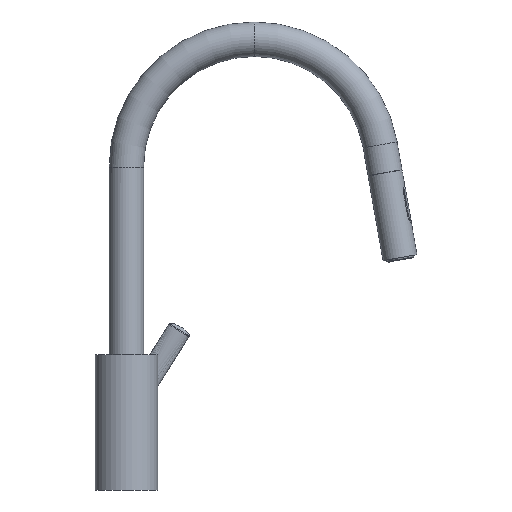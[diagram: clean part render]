
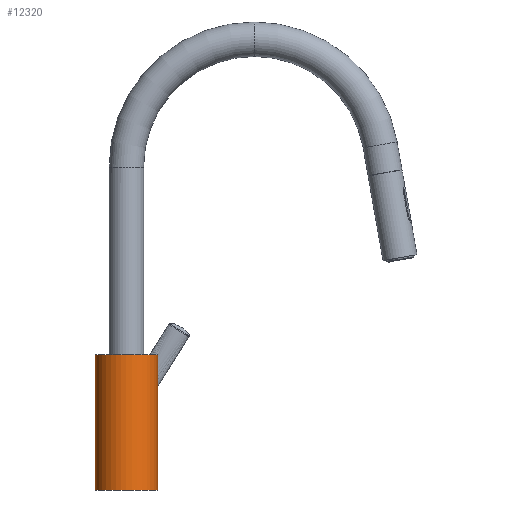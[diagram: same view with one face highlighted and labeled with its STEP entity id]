
A CAD part, front view. The second image highlights one B-rep face of the part: STEP entity #12320.
In plain terms, the highlighted cylindrical face has radius 25.5 mm (diameter 51 mm), a full revolution.
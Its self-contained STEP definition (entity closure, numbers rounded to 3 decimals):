
#407=B_SPLINE_CURVE_WITH_KNOTS('',3,(#19752,#19753,#19754,#19755,#19756,
#19757,#19758,#19759,#19760,#19761,#19762,#19763,#19764,#19765,#19766,#19767,
#19768,#19769,#19770,#19771,#19772,#19773,#19774,#19775,#19776,#19777,#19778,
#19779,#19780,#19781,#19782,#19783,#19784,#19785,#19786,#19787,#19788,#19789,
#19790,#19791,#19792,#19793,#19794,#19795,#19796,#19797,#19798,#19799,#19800),
 .UNSPECIFIED.,.T.,.F.,(1,1,1,1,1,1,1,1,1,1,1,1,1,1,1,1,1,1,1,1,1,1,1,1,
1,1,1,1,1,1,1,1,1,1,1,1,1,1,1,1,1,1,1,1,1,1,1,1,1,1,1,1,1),(-0.008,
-0.005,-0.003,0.,0.005,0.008,
0.01,0.015,0.021,0.026,
0.031,0.033,0.036,0.039,
0.041,0.044,0.046,0.051,
0.056,0.062,0.067,0.069,
0.072,0.077,0.08,0.082,
0.085,0.087,0.092,0.095,
0.098,0.103,0.108,0.113,
0.116,0.118,0.121,0.123,
0.126,0.128,0.134,0.139,0.144,
0.146,0.149,0.154,0.157,
0.159,0.162,0.164,0.169,
0.172,0.175),.UNSPECIFIED.);
#1851=CYLINDRICAL_SURFACE('',#13202,25.5);
#2166=ORIENTED_EDGE('',*,*,#5942,.F.);
#2167=ORIENTED_EDGE('',*,*,#5941,.F.);
#2168=ORIENTED_EDGE('',*,*,#5940,.T.);
#5940=EDGE_CURVE('',#7840,#7840,#9028,.T.);
#5941=EDGE_CURVE('',#7841,#7841,#9029,.T.);
#5942=EDGE_CURVE('',#7842,#7842,#407,.T.);
#7840=VERTEX_POINT('',#19747);
#7841=VERTEX_POINT('',#19750);
#7842=VERTEX_POINT('',#19801);
#9028=CIRCLE('',#13199,25.5);
#9029=CIRCLE('',#13201,25.5);
#10152=EDGE_LOOP('',(#2166));
#10153=EDGE_LOOP('',(#2167));
#10154=EDGE_LOOP('',(#2168));
#11076=FACE_BOUND('',#10152,.T.);
#11077=FACE_BOUND('',#10153,.T.);
#11078=FACE_BOUND('',#10154,.T.);
#12320=ADVANCED_FACE('',(#11076,#11077,#11078),#1851,.T.);
#13199=AXIS2_PLACEMENT_3D('',#19746,#15134,#15135);
#13201=AXIS2_PLACEMENT_3D('',#19749,#15138,#15139);
#13202=AXIS2_PLACEMENT_3D('',#19751,#15140,#15141);
#15134=DIRECTION('',(0.,0.,-1.));
#15135=DIRECTION('',(0.,-1.,0.));
#15138=DIRECTION('',(0.,0.,-1.));
#15139=DIRECTION('',(0.,-1.,0.));
#15140=DIRECTION('',(0.,0.,1.));
#15141=DIRECTION('',(0.,1.,0.));
#19746=CARTESIAN_POINT('',(-4.703,0.,110.));
#19747=CARTESIAN_POINT('',(-4.703,-25.5,110.));
#19749=CARTESIAN_POINT('',(-4.703,0.,0.));
#19750=CARTESIAN_POINT('',(-4.703,-25.5,0.));
#19751=CARTESIAN_POINT('',(-4.703,0.,0.));
#19752=CARTESIAN_POINT('',(-4.874,25.544,85.298));
#19753=CARTESIAN_POINT('',(-1.373,25.386,85.127));
#19754=CARTESIAN_POINT('',(1.92,24.721,84.413));
#19755=CARTESIAN_POINT('',(5.001,23.622,83.222));
#19756=CARTESIAN_POINT('',(7.833,22.3,81.78));
#19757=CARTESIAN_POINT('',(10.967,20.267,79.532));
#19758=CARTESIAN_POINT('',(13.958,17.524,76.397));
#19759=CARTESIAN_POINT('',(16.322,14.577,72.814));
#19760=CARTESIAN_POINT('',(17.731,12.192,69.54));
#19761=CARTESIAN_POINT('',(18.534,10.527,66.595));
#19762=CARTESIAN_POINT('',(18.937,9.57,64.205));
#19763=CARTESIAN_POINT('',(19.095,9.158,61.62));
#19764=CARTESIAN_POINT('',(18.962,9.506,59.015));
#19765=CARTESIAN_POINT('',(18.575,10.434,56.597));
#19766=CARTESIAN_POINT('',(17.803,12.056,53.663));
#19767=CARTESIAN_POINT('',(16.396,14.465,50.328));
#19768=CARTESIAN_POINT('',(14.109,17.362,46.793));
#19769=CARTESIAN_POINT('',(11.093,20.167,43.58));
#19770=CARTESIAN_POINT('',(8.042,22.181,41.351));
#19771=CARTESIAN_POINT('',(5.196,23.54,39.867));
#19772=CARTESIAN_POINT('',(2.185,24.647,38.666));
#19773=CARTESIAN_POINT('',(-1.173,25.356,37.905));
#19774=CARTESIAN_POINT('',(-4.575,25.543,37.703));
#19775=CARTESIAN_POINT('',(-7.194,25.422,37.833));
#19776=CARTESIAN_POINT('',(-9.709,25.047,38.237));
#19777=CARTESIAN_POINT('',(-12.97,24.223,39.125));
#19778=CARTESIAN_POINT('',(-15.919,22.991,40.462));
#19779=CARTESIAN_POINT('',(-18.543,21.456,42.154));
#19780=CARTESIAN_POINT('',(-20.889,19.793,44.01));
#19781=CARTESIAN_POINT('',(-23.411,17.476,46.658));
#19782=CARTESIAN_POINT('',(-25.747,14.548,50.222));
#19783=CARTESIAN_POINT('',(-27.164,12.143,53.532));
#19784=CARTESIAN_POINT('',(-27.955,10.492,56.476));
#19785=CARTESIAN_POINT('',(-28.352,9.548,58.869));
#19786=CARTESIAN_POINT('',(-28.501,9.158,61.465));
#19787=CARTESIAN_POINT('',(-28.362,9.522,64.033));
#19788=CARTESIAN_POINT('',(-27.975,10.448,66.434));
#19789=CARTESIAN_POINT('',(-27.193,12.088,69.384));
#19790=CARTESIAN_POINT('',(-25.806,14.461,72.666));
#19791=CARTESIAN_POINT('',(-23.479,17.401,76.254));
#19792=CARTESIAN_POINT('',(-21.006,19.695,78.879));
#19793=CARTESIAN_POINT('',(-18.688,21.361,80.741));
#19794=CARTESIAN_POINT('',(-16.087,22.907,82.446));
#19795=CARTESIAN_POINT('',(-13.185,24.148,83.793));
#19796=CARTESIAN_POINT('',(-9.934,25.001,84.713));
#19797=CARTESIAN_POINT('',(-7.443,25.394,85.137));
#19798=CARTESIAN_POINT('',(-4.874,25.544,85.298));
#19799=CARTESIAN_POINT('',(-1.373,25.386,85.127));
#19800=CARTESIAN_POINT('',(1.92,24.721,84.413));
#19801=CARTESIAN_POINT('',(-2.266,25.383,85.125));
